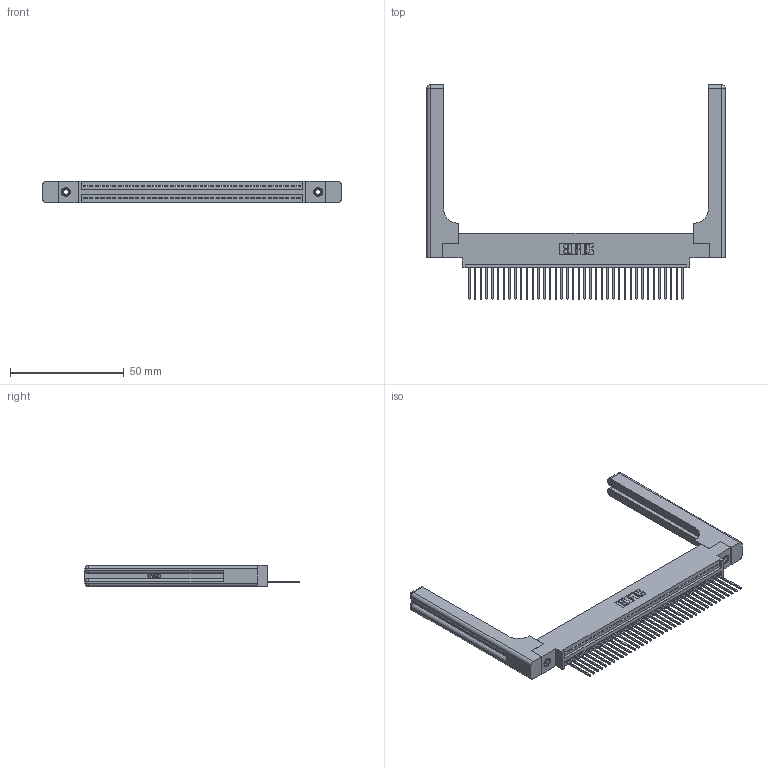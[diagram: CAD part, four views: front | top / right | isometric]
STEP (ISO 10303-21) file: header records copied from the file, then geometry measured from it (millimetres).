
FILE_DESCRIPTION (( 'STEP AP203' ), '1' );
FILE_NAME ('345-038-540-658.STEP', '2019-10-08T04:02:28', ( '' ), ( '' ), 'SwSTEP 2.0', 'SolidWorks 2016', '' );
FILE_SCHEMA (( 'CONFIG_CONTROL_DESIGN' ));
Length unit declared in the file: inch
Products named in the file (5): 345-220-058_345-220-058; 345-250-001_345-250-001-102; 345 Part_0.170 Offset - 0.156 Dia-TH; 345-038-540-658; 345-292-001_345-293-140
Assembly tree (43 placements, depth 2):
  345-038-540-658
    345 Part_0.170 Offset - 0.156 Dia-TH
    345-292-001_345-293-140  x38
    345-250-001_345-250-001-102  x2
    345-220-058_345-220-058  x2
Bounding box: 131.55 x 94.41 x 9.4 mm (x, y, z)
Volume: 20904.7 mm3; surface area: 22226.1 mm2
Topology: 43 solids, 43 shells, 2590 faces, 7707 edges, 5066 vertices
Faces by surface type: plane 1752, cylinder 778, bspline 36, cone 12, sphere 8, torus 4
Entity records: 34470 total; most frequent: CARTESIAN_POINT 6943, ORIENTED_EDGE 5712, DIRECTION 5016, EDGE_CURVE 2856, LINE 2480, VECTOR 2480, VERTEX_POINT 1894, AXIS2_PLACEMENT_3D 1268
